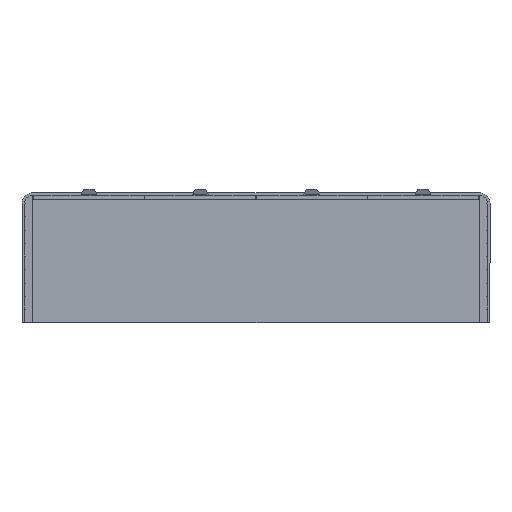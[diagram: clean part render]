
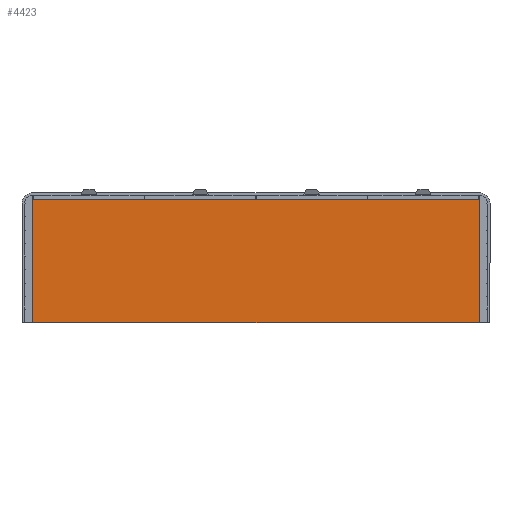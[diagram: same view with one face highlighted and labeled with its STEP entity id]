
A CAD part, front view. The second image highlights one B-rep face of the part: STEP entity #4423.
In plain terms, the highlighted planar face has unit normal (0, -1, 0).
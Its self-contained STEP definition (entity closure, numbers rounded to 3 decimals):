
#513 = VERTEX_POINT ( 'NONE', #4754 ) ;
#824 = VECTOR ( 'NONE', #3659, 1000. ) ;
#1030 = CARTESIAN_POINT ( 'NONE',  ( -858., 0., 2231.571 ) ) ;
#1151 = EDGE_CURVE ( 'NONE', #2741, #513, #3793, .T. ) ;
#1455 = EDGE_CURVE ( 'NONE', #513, #4834, #2145, .T. ) ;
#1459 = CARTESIAN_POINT ( 'NONE',  ( 858., 0., 474. ) ) ;
#1804 = EDGE_CURVE ( 'NONE', #2261, #4834, #4123, .T. ) ;
#1880 = VECTOR ( 'NONE', #5036, 1000. ) ;
#1930 = DIRECTION ( 'NONE',  ( -1., 0., 0. ) ) ;
#2145 = LINE ( 'NONE', #1030, #824 ) ;
#2214 = ORIENTED_EDGE ( 'NONE', *, *, #5477, .F. ) ;
#2261 = VERTEX_POINT ( 'NONE', #4705 ) ;
#2529 = FACE_OUTER_BOUND ( 'NONE', #3512, .T. ) ;
#2741 = VERTEX_POINT ( 'NONE', #5047 ) ;
#3011 = CARTESIAN_POINT ( 'NONE',  ( -858., 0., 0. ) ) ;
#3512 = EDGE_LOOP ( 'NONE', ( #2214, #4514, #5875, #5323 ) ) ;
#3579 = DIRECTION ( 'NONE',  ( 0., -1., 0. ) ) ;
#3659 = DIRECTION ( 'NONE',  ( 0., 0., -1. ) ) ;
#3793 = LINE ( 'NONE', #1459, #5039 ) ;
#3967 = VECTOR ( 'NONE', #3993, 1000. ) ;
#3993 = DIRECTION ( 'NONE',  ( -1., 0., 0. ) ) ;
#4123 = LINE ( 'NONE', #4919, #3967 ) ;
#4270 = CARTESIAN_POINT ( 'NONE',  ( 858., 0., 2231.571 ) ) ;
#4423 = ADVANCED_FACE ( 'NONE', ( #2529 ), #6105, .T. ) ;
#4514 = ORIENTED_EDGE ( 'NONE', *, *, #1151, .T. ) ;
#4705 = CARTESIAN_POINT ( 'NONE',  ( 858., 0., 0. ) ) ;
#4754 = CARTESIAN_POINT ( 'NONE',  ( -858., 0., 474. ) ) ;
#4834 = VERTEX_POINT ( 'NONE', #3011 ) ;
#4919 = CARTESIAN_POINT ( 'NONE',  ( 858., 0., 0. ) ) ;
#5036 = DIRECTION ( 'NONE',  ( 0., 0., -1. ) ) ;
#5039 = VECTOR ( 'NONE', #1930, 1000. ) ;
#5047 = CARTESIAN_POINT ( 'NONE',  ( 858., 0., 474. ) ) ;
#5323 = ORIENTED_EDGE ( 'NONE', *, *, #1804, .F. ) ;
#5477 = EDGE_CURVE ( 'NONE', #2741, #2261, #6025, .T. ) ;
#5493 = CARTESIAN_POINT ( 'NONE',  ( 858., 0., 2231.571 ) ) ;
#5570 = AXIS2_PLACEMENT_3D ( 'NONE', #4270, #3579, #5593 ) ;
#5593 = DIRECTION ( 'NONE',  ( 1., 0., 0. ) ) ;
#5875 = ORIENTED_EDGE ( 'NONE', *, *, #1455, .T. ) ;
#6025 = LINE ( 'NONE', #5493, #1880 ) ;
#6105 = PLANE ( 'NONE',  #5570 ) ;
